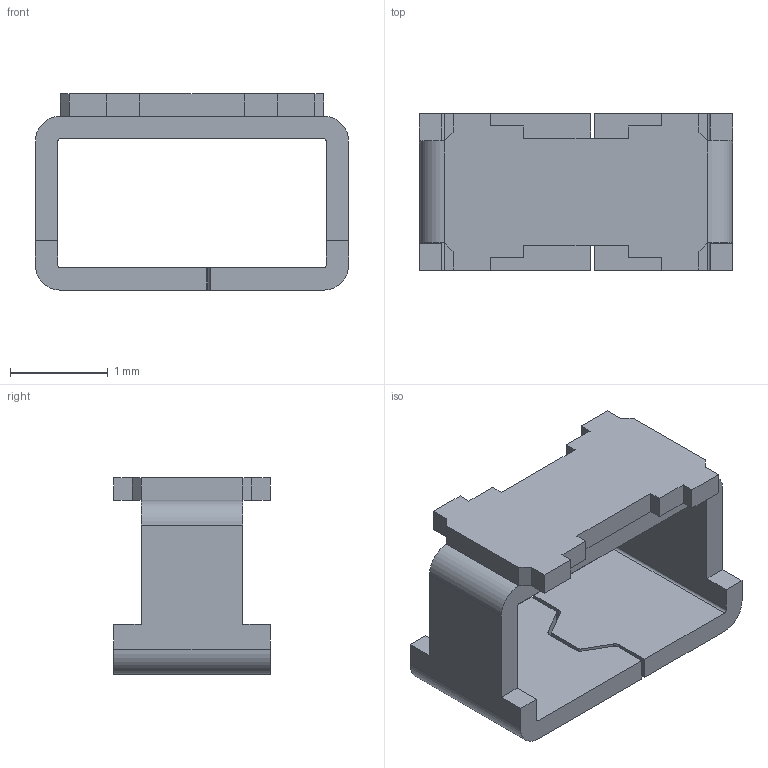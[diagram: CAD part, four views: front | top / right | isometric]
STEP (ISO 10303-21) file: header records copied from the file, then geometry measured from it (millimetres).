
FILE_DESCRIPTION(('FreeCAD Model'),'2;1');
FILE_NAME('Open CASCADE Shape Model','2025-04-24T09:07:03',( 'kicad StepUp'),('ksu MCAD'),'Open CASCADE STEP processor 7.8', 'FreeCAD','Unknown');
FILE_SCHEMA(('AUTOMOTIVE_DESIGN { 1 0 10303 214 1 1 1 1 }'));
Length unit declared in the file: millimetre
Products named in the file (1): RCWCTE
Bounding box: 3.2 x 1.6 x 2.01 mm (x, y, z)
Volume: 3.3 mm3; surface area: 31 mm2
Topology: 1 solids, 1 shells, 76 faces, 214 edges, 140 vertices
Faces by surface type: plane 60, cylinder 16
Entity records: 2448 total; most frequent: CARTESIAN_POINT 431, ORIENTED_EDGE 428, DIRECTION 400, EDGE_CURVE 214, LINE 182, VECTOR 182, VERTEX_POINT 140, AXIS2_PLACEMENT_3D 109
